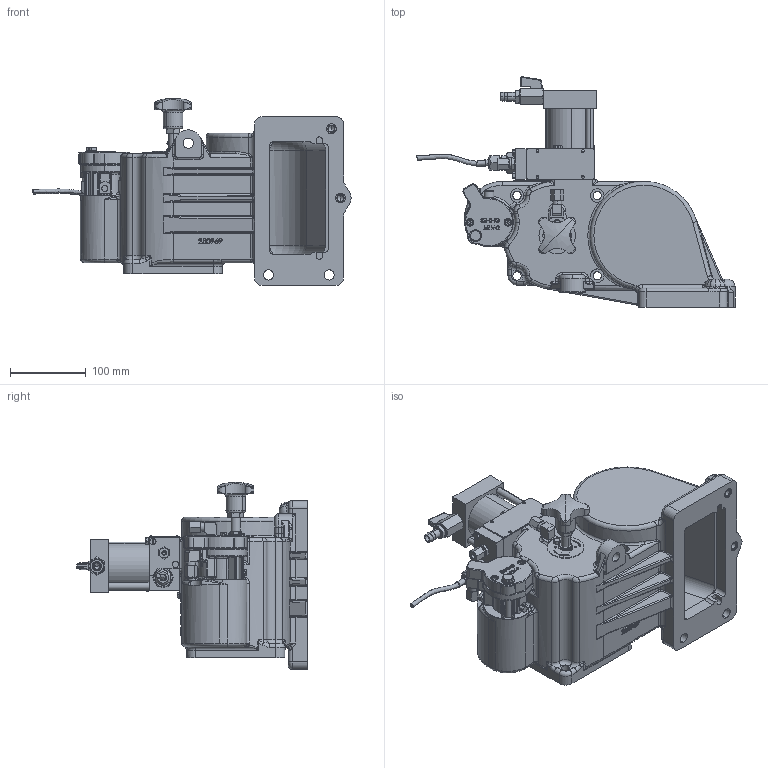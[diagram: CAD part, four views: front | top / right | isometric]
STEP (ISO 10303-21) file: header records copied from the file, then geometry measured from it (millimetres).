
FILE_DESCRIPTION (( 'STEP AP214' ), '1' );
FILE_NAME ('GV80SE-MD_252538.STEP', '2014-09-09T12:11:25', ( 'Admin2' ), ( '' ), 'SwSTEP 2.0', 'SolidWorks 2010', '' );
FILE_SCHEMA (( 'AUTOMOTIVE_DESIGN' ));
Length unit declared in the file: millimetre
Products named in the file (1): GV80SE-MD_252538
Bounding box: 420.11 x 304.44 x 247 mm (x, y, z)
Volume: 3362670.1 mm3; surface area: 772694.8 mm2
Topology: 55 solids, 55 shells, 3814 faces, 9405 edges, 5732 vertices
Faces by surface type: plane 1278, cylinder 1007, bspline 693, cone 430, torus 374, sphere 32
Entity records: 192034 total; most frequent: CARTESIAN_POINT 64335, ORIENTED_EDGE 18444, DIRECTION 16483, EDGE_CURVE 9222, AXIS2_PLACEMENT_3D 6219, VERTEX_POINT 5724, EDGE_LOOP 4198, LINE 4045
